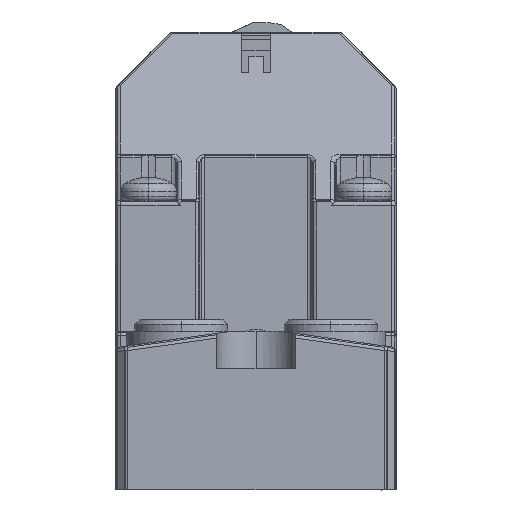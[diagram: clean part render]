
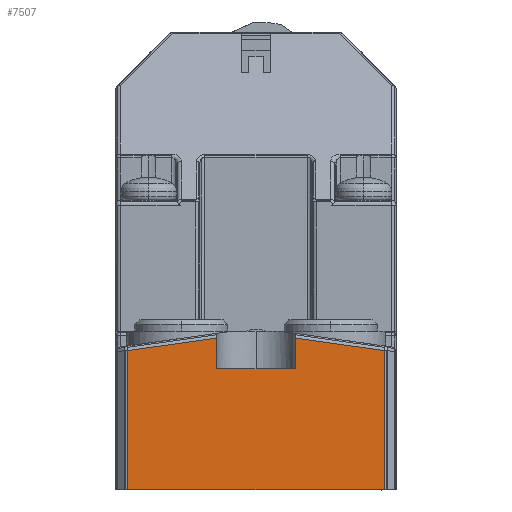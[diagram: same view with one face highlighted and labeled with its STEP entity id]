
A CAD part, front view. The second image highlights one B-rep face of the part: STEP entity #7507.
In plain terms, the highlighted planar face has unit normal (0, -1, 0).
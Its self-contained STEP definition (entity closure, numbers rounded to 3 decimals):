
#7478=AXIS2_PLACEMENT_3D('Plane Axis2P3D',#7475,#7476,#7477) ;
#4189=CARTESIAN_POINT('Vertex',(28.743,0.,0.)) ;
#4192=CARTESIAN_POINT('Line Origine',(15.,0.,0.)) ;
#4196=CARTESIAN_POINT('Vertex',(1.257,0.,0.)) ;
#6161=CARTESIAN_POINT('Vertex',(1.257,0.,14.915)) ;
#6519=CARTESIAN_POINT('Vertex',(28.743,0.,14.915)) ;
#6585=CARTESIAN_POINT('Line Origine',(15.,0.,13.)) ;
#6589=CARTESIAN_POINT('Vertex',(19.2,0.,13.)) ;
#6591=CARTESIAN_POINT('Vertex',(10.8,0.,13.)) ;
#6660=CARTESIAN_POINT('Vertex',(10.8,0.,16.256)) ;
#6663=CARTESIAN_POINT('Line Origine',(10.8,0.,14.628)) ;
#6704=CARTESIAN_POINT('Line Origine',(13.729,0.,16.668)) ;
#7451=CARTESIAN_POINT('Line Origine',(1.257,0.,0.)) ;
#7475=CARTESIAN_POINT('Axis2P3D Location',(30.,0.,0.)) ;
#7480=CARTESIAN_POINT('Line Origine',(28.743,0.,7.458)) ;
#7485=CARTESIAN_POINT('Line Origine',(23.971,0.,15.586)) ;
#7489=CARTESIAN_POINT('Vertex',(19.2,0.,16.256)) ;
#7492=CARTESIAN_POINT('Line Origine',(19.2,0.,14.628)) ;
#4193=DIRECTION('Vector Direction',(1.,0.,0.)) ;
#6586=DIRECTION('Vector Direction',(-1.,0.,0.)) ;
#6664=DIRECTION('Vector Direction',(0.,0.,1.)) ;
#6705=DIRECTION('Vector Direction',(-0.99,0.,-0.139)) ;
#7452=DIRECTION('Vector Direction',(0.,0.,1.)) ;
#7476=DIRECTION('Axis2P3D Direction',(0.,-1.,0.)) ;
#7477=DIRECTION('Axis2P3D XDirection',(0.,0.,-1.)) ;
#7481=DIRECTION('Vector Direction',(0.,0.,-1.)) ;
#7486=DIRECTION('Vector Direction',(0.99,0.,-0.139)) ;
#7493=DIRECTION('Vector Direction',(0.,0.,-1.)) ;
#4194=VECTOR('Line Direction',#4193,1.) ;
#6587=VECTOR('Line Direction',#6586,1.) ;
#6665=VECTOR('Line Direction',#6664,1.) ;
#6706=VECTOR('Line Direction',#6705,1.) ;
#7453=VECTOR('Line Direction',#7452,1.) ;
#7482=VECTOR('Line Direction',#7481,1.) ;
#7487=VECTOR('Line Direction',#7486,1.) ;
#7494=VECTOR('Line Direction',#7493,1.) ;
#7498=ORIENTED_EDGE('',*,*,#6708,.F.) ;
#7499=ORIENTED_EDGE('',*,*,#7455,.F.) ;
#7500=ORIENTED_EDGE('',*,*,#4198,.T.) ;
#7501=ORIENTED_EDGE('',*,*,#7484,.F.) ;
#7502=ORIENTED_EDGE('',*,*,#7491,.F.) ;
#7503=ORIENTED_EDGE('',*,*,#7496,.T.) ;
#7504=ORIENTED_EDGE('',*,*,#6593,.T.) ;
#7505=ORIENTED_EDGE('',*,*,#6667,.T.) ;
#7507=ADVANCED_FACE('Hauptk\X2\00F6\X0\rper',(#7506),#7479,.T.) ;
#4198=EDGE_CURVE('',#4197,#4190,#4195,.T.) ;
#6593=EDGE_CURVE('',#6590,#6592,#6588,.T.) ;
#6667=EDGE_CURVE('',#6592,#6661,#6666,.T.) ;
#6708=EDGE_CURVE('',#6162,#6661,#6707,.F.) ;
#7455=EDGE_CURVE('',#4197,#6162,#7454,.T.) ;
#7484=EDGE_CURVE('',#6520,#4190,#7483,.T.) ;
#7491=EDGE_CURVE('',#7490,#6520,#7488,.T.) ;
#7496=EDGE_CURVE('',#7490,#6590,#7495,.T.) ;
#7497=EDGE_LOOP('',(#7498,#7499,#7500,#7501,#7502,#7503,#7504,#7505)) ;
#7506=FACE_OUTER_BOUND('',#7497,.T.) ;
#4195=LINE('Line',#4192,#4194) ;
#6588=LINE('Line',#6585,#6587) ;
#6666=LINE('Line',#6663,#6665) ;
#6707=LINE('Line',#6704,#6706) ;
#7454=LINE('Line',#7451,#7453) ;
#7483=LINE('Line',#7480,#7482) ;
#7488=LINE('Line',#7485,#7487) ;
#7495=LINE('Line',#7492,#7494) ;
#7479=PLANE('',#7478) ;
#4190=VERTEX_POINT('',#4189) ;
#4197=VERTEX_POINT('',#4196) ;
#6162=VERTEX_POINT('',#6161) ;
#6520=VERTEX_POINT('',#6519) ;
#6590=VERTEX_POINT('',#6589) ;
#6592=VERTEX_POINT('',#6591) ;
#6661=VERTEX_POINT('',#6660) ;
#7490=VERTEX_POINT('',#7489) ;
